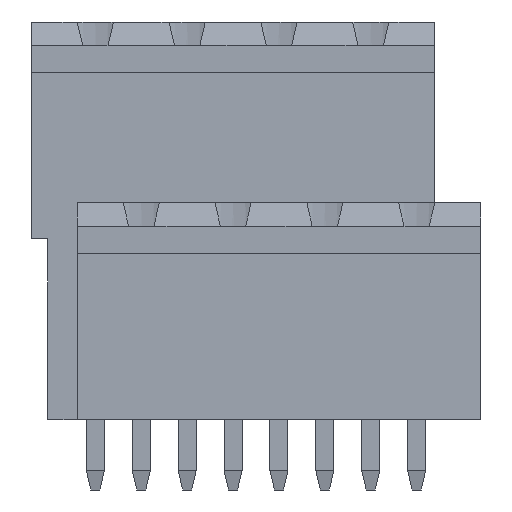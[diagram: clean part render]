
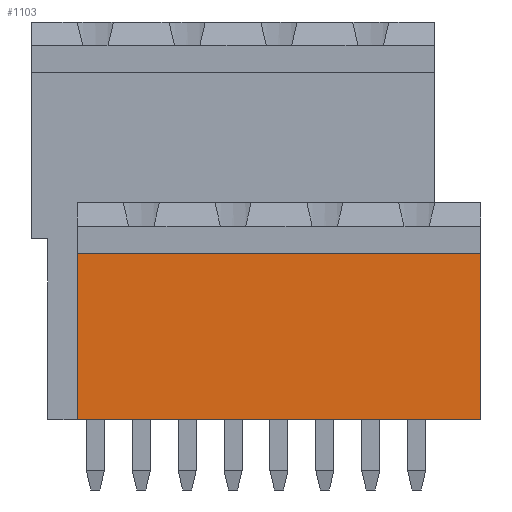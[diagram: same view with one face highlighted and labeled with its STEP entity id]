
A CAD part, front view. The second image highlights one B-rep face of the part: STEP entity #1103.
In plain terms, the highlighted planar face has unit normal (0, -1, 0).
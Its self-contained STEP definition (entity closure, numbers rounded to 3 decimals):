
#1103 = ADVANCED_FACE( '', ( #2190 ), #2191, .F. );
#2190 = FACE_OUTER_BOUND( '', #3266, .T. );
#2191 = PLANE( '', #3267 );
#3266 = EDGE_LOOP( '', ( #6347, #6348, #6349, #6350 ) );
#3267 = AXIS2_PLACEMENT_3D( '', #6351, #6352, #6353 );
#6347 = ORIENTED_EDGE( '', *, *, #6851, .F. );
#6348 = ORIENTED_EDGE( '', *, *, #7944, .F. );
#6349 = ORIENTED_EDGE( '', *, *, #6779, .F. );
#6350 = ORIENTED_EDGE( '', *, *, #7520, .F. );
#6351 = CARTESIAN_POINT( '', ( 0., -18.85, 0. ) );
#6352 = DIRECTION( '', ( 0., 1., 0. ) );
#6353 = DIRECTION( '', ( 0., 0., 1. ) );
#6779 = EDGE_CURVE( '', #8175, #8177, #8178, .T. );
#6851 = EDGE_CURVE( '', #8309, #8311, #8312, .T. );
#7520 = EDGE_CURVE( '', #8311, #8175, #9376, .T. );
#7944 = EDGE_CURVE( '', #8177, #8309, #9898, .T. );
#8175 = VERTEX_POINT( '', #10212 );
#8177 = VERTEX_POINT( '', #10215 );
#8178 = LINE( '', #10216, #10217 );
#8309 = VERTEX_POINT( '', #10405 );
#8311 = VERTEX_POINT( '', #10408 );
#8312 = LINE( '', #10409, #10410 );
#9376 = LINE( '', #11972, #11973 );
#9898 = LINE( '', #12726, #12727 );
#10212 = CARTESIAN_POINT( '', ( 13.7, -18.85, -1.8 ) );
#10215 = CARTESIAN_POINT( '', ( 13.7, -18.85, -11. ) );
#10216 = CARTESIAN_POINT( '', ( 13.7, -18.85, -1.8 ) );
#10217 = VECTOR( '', #12866, 1000. );
#10405 = CARTESIAN_POINT( '', ( -8.62, -18.85, -11. ) );
#10408 = CARTESIAN_POINT( '', ( -8.62, -18.85, -1.8 ) );
#10409 = CARTESIAN_POINT( '', ( -8.62, -18.85, -11. ) );
#10410 = VECTOR( '', #12937, 1000. );
#11972 = CARTESIAN_POINT( '', ( -8.62, -18.85, -1.8 ) );
#11973 = VECTOR( '', #13586, 1000. );
#12726 = CARTESIAN_POINT( '', ( 13.7, -18.85, -11. ) );
#12727 = VECTOR( '', #13908, 1000. );
#12866 = DIRECTION( '', ( 0., 0., -1. ) );
#12937 = DIRECTION( '', ( 0., 0., 1. ) );
#13586 = DIRECTION( '', ( 1., 0., 0. ) );
#13908 = DIRECTION( '', ( -1., 0., 0. ) );
